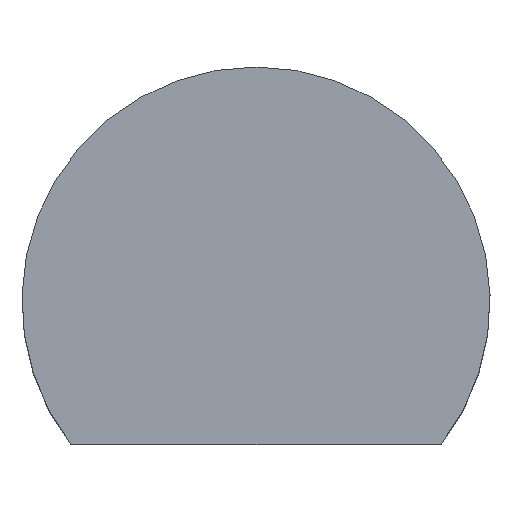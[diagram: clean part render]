
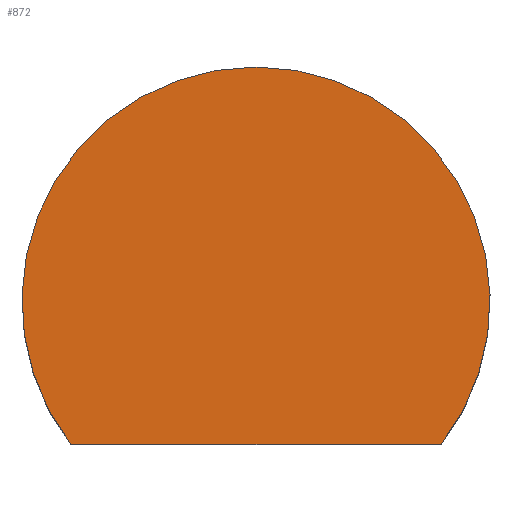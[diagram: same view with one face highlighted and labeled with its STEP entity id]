
A CAD part, top view. The second image highlights one B-rep face of the part: STEP entity #872.
In plain terms, the highlighted planar face has unit normal (0, 0, 1).
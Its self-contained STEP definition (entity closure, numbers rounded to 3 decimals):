
#804=CARTESIAN_POINT('',(2.059,-1.53,9.33));
#805=VERTEX_POINT('',#804);
#806=CARTESIAN_POINT('',(-2.059,-1.53,9.33));
#807=VERTEX_POINT('',#806);
#808=CARTESIAN_POINT('',(2.059,-1.53,9.33));
#809=DIRECTION('',(-1.0,0.0,0.0));
#810=VECTOR('',#809,4.117);
#811=LINE('',#808,#810);
#812=EDGE_CURVE('',#805,#807,#811,.T.);
#844=CARTESIAN_POINT('',(0.,0.059,9.33));
#845=DIRECTION('',(0.0,0.0,-1.0));
#846=DIRECTION('',(0.0,1.0,0.0));
#847=AXIS2_PLACEMENT_3D('',#844,#845,#846);
#848=CIRCLE('',#847,2.601);
#849=EDGE_CURVE('',#807,#805,#848,.T.);
#863=CARTESIAN_POINT('',(0.,0.146,9.33));
#864=DIRECTION('',(0.0,0.0,1.0));
#865=DIRECTION('',(0.0,1.0,0.0));
#866=AXIS2_PLACEMENT_3D('',#863,#864,#865);
#867=PLANE('',#866);
#868=ORIENTED_EDGE('',*,*,#812,.F.);
#869=ORIENTED_EDGE('',*,*,#849,.F.);
#870=EDGE_LOOP('',(#868,#869));
#871=FACE_OUTER_BOUND('',#870,.T.);
#872=ADVANCED_FACE('',(#871),#867,.T.);
